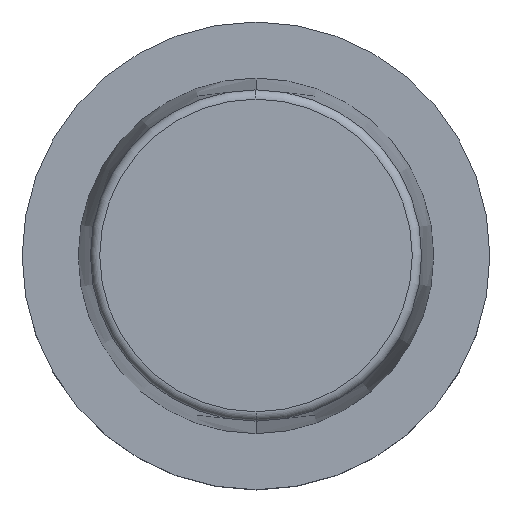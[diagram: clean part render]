
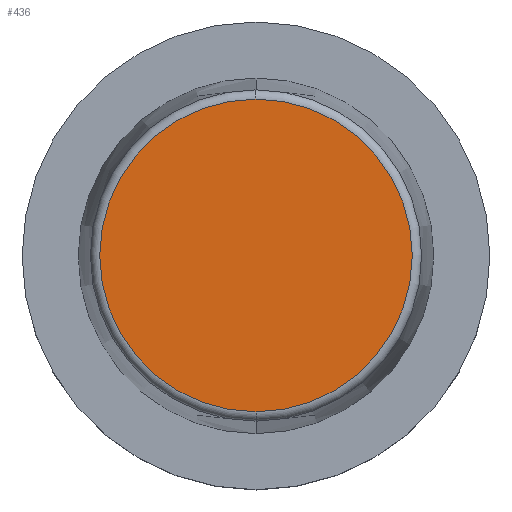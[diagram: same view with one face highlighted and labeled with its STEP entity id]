
A CAD part, top view. The second image highlights one B-rep face of the part: STEP entity #436.
In plain terms, the highlighted planar face has unit normal (0, 0, 1).
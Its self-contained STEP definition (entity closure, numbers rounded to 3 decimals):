
#258=VERTEX_POINT('',#658);
#320=EDGE_CURVE('',#258,#548,#731,.T.);
#338=EDGE_CURVE('',#548,#258,#751,.T.);
#436=ADVANCED_FACE('',(#860),#861,.T.);
#548=VERTEX_POINT('',#987);
#658=CARTESIAN_POINT('',(0.,-33.41,50.0));
#731=CIRCLE('',#1197,33.41);
#751=CIRCLE('',#1221,33.41);
#860=FACE_OUTER_BOUND('',#1367,.T.);
#861=PLANE('',#1368);
#987=CARTESIAN_POINT('',(0.0,33.41,50.0));
#1197=AXIS2_PLACEMENT_3D('',#1760,#1761,#1762);
#1221=AXIS2_PLACEMENT_3D('',#1788,#1789,#1790);
#1367=EDGE_LOOP('',(#1941,#1942));
#1368=AXIS2_PLACEMENT_3D('',#1943,#1944,#1945);
#1760=CARTESIAN_POINT('',(0.0,0.0,50.0));
#1761=DIRECTION('',(0.0,0.0,-1.0));
#1762=DIRECTION('',(0.0,1.0,0.0));
#1788=CARTESIAN_POINT('',(0.0,0.0,50.0));
#1789=DIRECTION('',(0.0,0.0,-1.0));
#1790=DIRECTION('',(0.0,1.0,0.0));
#1941=ORIENTED_EDGE('',*,*,#338,.F.);
#1942=ORIENTED_EDGE('',*,*,#320,.F.);
#1943=CARTESIAN_POINT('',(0.0,16.705,50.0));
#1944=DIRECTION('',(-0.0,0.0,1.0));
#1945=DIRECTION('',(0.0,-1.0,0.0));
